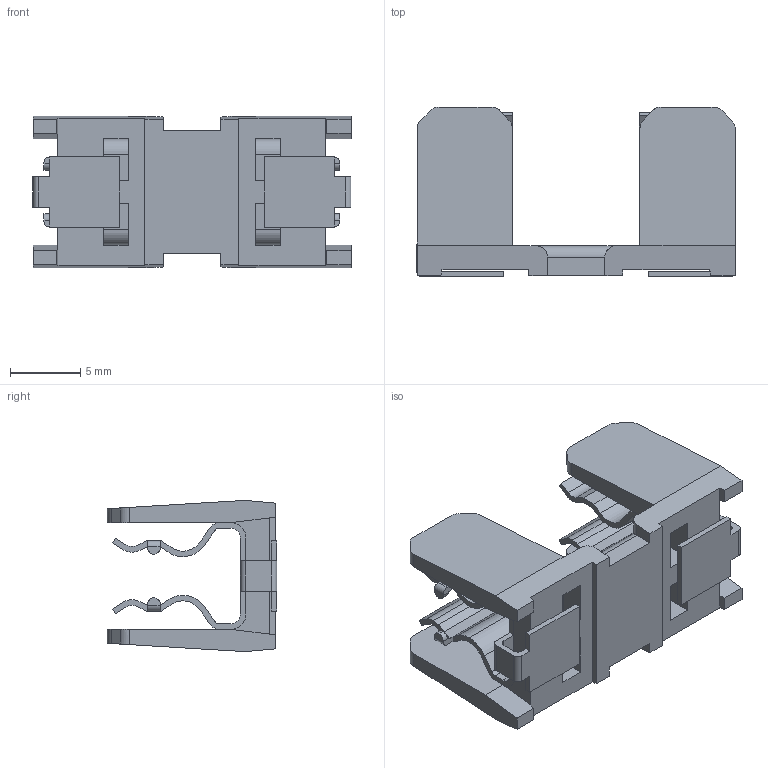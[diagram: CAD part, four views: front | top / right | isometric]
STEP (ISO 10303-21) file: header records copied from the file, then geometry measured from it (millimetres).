
FILE_DESCRIPTION(('CAx-IF Rec.Pracs.---Model Styling and Organization---1.5---2016-08-15','CAx-IF Rec.Pracs.---Geometric and Assembly Validation Properties---4.4---2016-08-17','CAx-IF Rec.Pracs.---User Defined Attributes---1.5---2016-08-15','CAx-IF Rec.Pracs.---External References---2.1---2005-01-19'),'2;1');
FILE_NAME('561758.step','2024-11-25T17:58:14',('Unspecified'),('Unspecified'),'CAD Exchanger 3.10.2 (cadexchanger.com)','Unspecified','');
FILE_SCHEMA(('AUTOMOTIVE_DESIGN { 1 0 10303 214 1 1 1 1 }'));
Length unit declared in the file: millimetre
Products named in the file (1): 0031.8221
Bounding box: 22.72 x 12.1 x 10.79 mm (x, y, z)
Volume: 825.6 mm3; surface area: 1964.3 mm2
Topology: 3 solids, 3 shells, 262 faces, 758 edges, 498 vertices
Faces by surface type: plane 174, cylinder 88
Entity records: 10556 total; most frequent: CARTESIAN_POINT 1631, ORIENTED_EDGE 1516, DIRECTION 1400, EDGE_CURVE 758, LINE 578, VECTOR 578, VERTEX_POINT 498, AXIS2_PLACEMENT_3D 411
